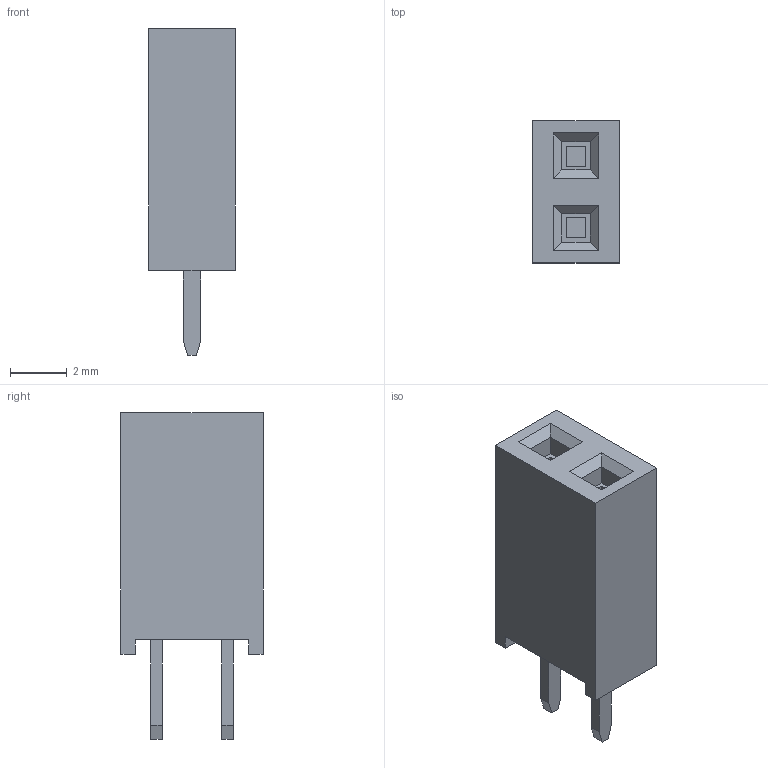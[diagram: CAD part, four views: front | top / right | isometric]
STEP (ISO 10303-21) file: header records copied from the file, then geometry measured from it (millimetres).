
FILE_DESCRIPTION(/* description */ (''),/* implementation_level */ '2;1');
FILE_NAME(/* name */ '2-Pin Header - Female - Double - 2.54mm.step',/* time_stamp */ '2021-04-21T15:57:47+02:00',/* author */ (''),/* organization */ (''),/* preprocessor_version */ 'ST-DEVELOPER v18.1',/* originating_system */ 'Autodesk Translation Framework v10.6.0.1341',/* authorisation */ '');
FILE_SCHEMA (('AUTOMOTIVE_DESIGN { 1 0 10303 214 3 1 1 }'));
Length unit declared in the file: millimetre
Products named in the file (3): Pin Header - Double - Female - 2.54mm; 2-Pin-Header-Female-Double-2.54mm; Komponente39
Assembly tree (2 placements, depth 3):
  Pin Header - Double - Female - 2.54mm
    2-Pin-Header-Female-Double-2.54mm
      Komponente39
Bounding box: 3.04 x 5 x 11.5 mm (x, y, z)
Volume: 114.8 mm3; surface area: 308.9 mm2
Topology: 1 solids, 1 shells, 68 faces, 172 edges, 112 vertices
Faces by surface type: plane 68
Entity records: 2105 total; most frequent: CARTESIAN_POINT 357, ORIENTED_EDGE 344, DIRECTION 318, LINE 172, VECTOR 172, EDGE_CURVE 172, VERTEX_POINT 112, EDGE_LOOP 74
